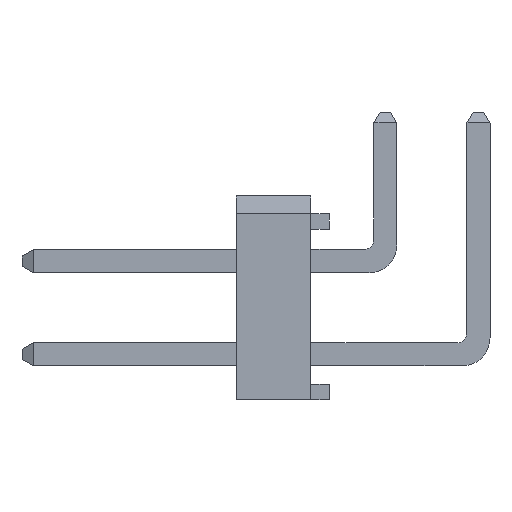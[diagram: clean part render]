
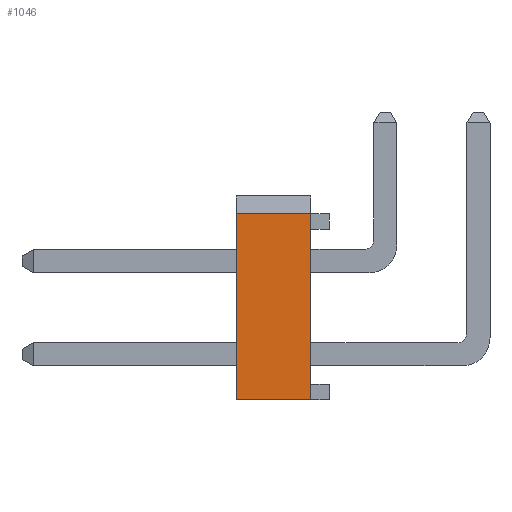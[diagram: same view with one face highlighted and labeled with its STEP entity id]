
A CAD part, left-side view. The second image highlights one B-rep face of the part: STEP entity #1046.
In plain terms, the highlighted planar face has unit normal (-1, 0, 0).
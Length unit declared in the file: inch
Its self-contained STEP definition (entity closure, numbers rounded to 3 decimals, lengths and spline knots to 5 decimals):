
#1046 = ADVANCED_FACE( '', ( #2578 ), #2579, .F. );
#2578 = FACE_OUTER_BOUND( '', #4628, .T. );
#2579 = PLANE( '', #4629 );
#4628 = EDGE_LOOP( '', ( #7647, #7648, #7649, #7650 ) );
#4629 = AXIS2_PLACEMENT_3D( '', #7651, #7652, #7653 );
#7647 = ORIENTED_EDGE( '', *, *, #13142, .F. );
#7648 = ORIENTED_EDGE( '', *, *, #13143, .F. );
#7649 = ORIENTED_EDGE( '', *, *, #13144, .F. );
#7650 = ORIENTED_EDGE( '', *, *, #13145, .T. );
#7651 = CARTESIAN_POINT( '', ( -0.35, 0.1, -0.1 ) );
#7652 = DIRECTION( '', ( 1., 0., 0. ) );
#7653 = DIRECTION( '', ( 0., 0., -1. ) );
#13142 = EDGE_CURVE( '', #16157, #16158, #16159, .T. );
#13143 = EDGE_CURVE( '', #16160, #16157, #16161, .T. );
#13144 = EDGE_CURVE( '', #16162, #16160, #16163, .T. );
#13145 = EDGE_CURVE( '', #16162, #16158, #16164, .T. );
#16157 = VERTEX_POINT( '', #20321 );
#16158 = VERTEX_POINT( '', #20322 );
#16159 = LINE( '', #20323, #20324 );
#16160 = VERTEX_POINT( '', #20325 );
#16161 = LINE( '', #20326, #20327 );
#16162 = VERTEX_POINT( '', #20328 );
#16163 = LINE( '', #20329, #20330 );
#16164 = LINE( '', #20331, #20332 );
#20321 = CARTESIAN_POINT( '', ( -0.35, 0.02, 0.1 ) );
#20322 = CARTESIAN_POINT( '', ( -0.35, 0.02, -0.1 ) );
#20323 = CARTESIAN_POINT( '', ( -0.35, 0.02, -0.1 ) );
#20324 = VECTOR( '', #23999, 39.37008 );
#20325 = CARTESIAN_POINT( '', ( -0.35, 0.1, 0.1 ) );
#20326 = CARTESIAN_POINT( '', ( -0.35, 0.1, 0.1 ) );
#20327 = VECTOR( '', #24000, 39.37008 );
#20328 = CARTESIAN_POINT( '', ( -0.35, 0.1, -0.1 ) );
#20329 = CARTESIAN_POINT( '', ( -0.35, 0.1, -0.1 ) );
#20330 = VECTOR( '', #24001, 39.37008 );
#20331 = CARTESIAN_POINT( '', ( -0.35, 0.1, -0.1 ) );
#20332 = VECTOR( '', #24002, 39.37008 );
#23999 = DIRECTION( '', ( 0., 0., -1. ) );
#24000 = DIRECTION( '', ( 0., -1., 0. ) );
#24001 = DIRECTION( '', ( 0., 0., 1. ) );
#24002 = DIRECTION( '', ( 0., -1., 0. ) );
